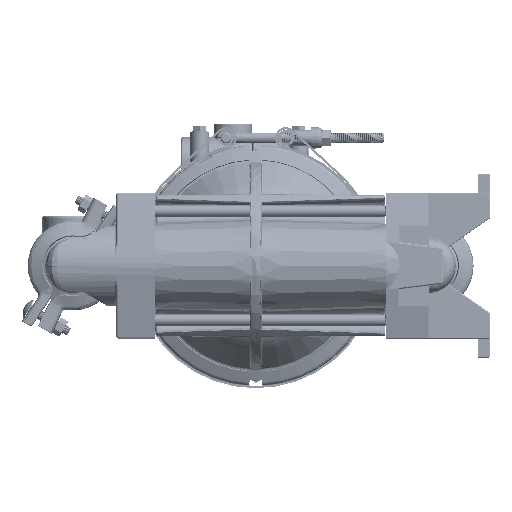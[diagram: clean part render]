
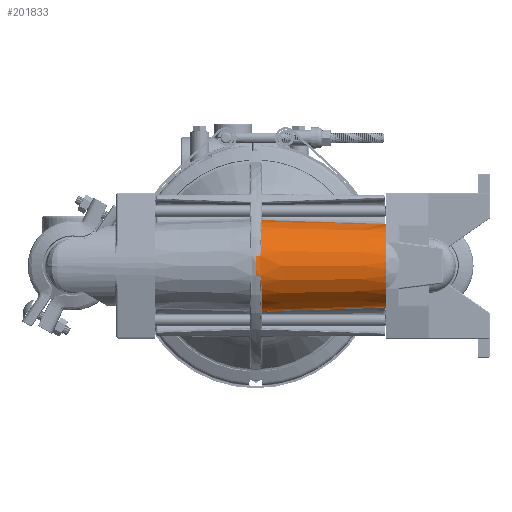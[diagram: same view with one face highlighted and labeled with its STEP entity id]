
A CAD part, left-side view. The second image highlights one B-rep face of the part: STEP entity #201833.
In plain terms, the highlighted conical face has half-angle 1.9 degrees and reference radius 36.305 mm.
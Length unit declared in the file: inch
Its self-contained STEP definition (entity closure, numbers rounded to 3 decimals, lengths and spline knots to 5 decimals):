
#34183=DIRECTION('',(0.003,-0.999,0.033));
#34184=VECTOR('',#34183,3.98085);
#34185=CARTESIAN_POINT('',(-4.65773,-0.19,-1.4877));
#34186=LINE('',#34185,#34184);
#34307=CARTESIAN_POINT('',(-4.64591,-4.16866,
-1.35624));
#40958=CARTESIAN_POINT('',(-4.524,-4.26,0.));
#40959=DIRECTION('',(0.,1.,0.));
#40960=DIRECTION('',(0.056,0.,-0.998));
#40961=AXIS2_PLACEMENT_3D('',#40958,#40959,#40960);
#40963=CARTESIAN_POINT('',(-4.64591,-4.16866,
-1.35624));
#40964=CARTESIAN_POINT('',(-4.62196,-4.1831,
-1.35791));
#40965=CARTESIAN_POINT('',(-4.57608,-4.21037,
-1.35988));
#40966=CARTESIAN_POINT('',(-4.51011,-4.24256,
-1.35969));
#40967=CARTESIAN_POINT('',(-4.46857,-4.25576,
-1.35785));
#40968=CARTESIAN_POINT('',(-4.44827,-4.26,
-1.35657));
#40970=CARTESIAN_POINT('',(-5.98431,-0.14166,
-0.32159));
#40971=CARTESIAN_POINT('',(-5.97065,-0.15064,
-0.38223));
#40972=CARTESIAN_POINT('',(-5.9371,-0.1675,
-0.49591));
#40973=CARTESIAN_POINT('',(-5.87529,-0.18512,
-0.64286));
#40974=CARTESIAN_POINT('',(-5.82935,-0.19,-0.7275));
#40975=CARTESIAN_POINT('',(-5.80603,-0.19,-0.7665));
#40977=DIRECTION('',(-0.032,0.999,-0.007));
#40978=VECTOR('',#40977,0.14174);
#40979=CARTESIAN_POINT('',(-5.98431,-0.14166,
-0.32159));
#40980=LINE('',#40979,#40978);
#40981=CARTESIAN_POINT('',(-4.524,0.,0.));
#40982=DIRECTION('',(0.,1.,0.));
#40983=DIRECTION('',(-0.977,0.,-0.215));
#40984=AXIS2_PLACEMENT_3D('',#40981,#40982,#40983);
#40986=CARTESIAN_POINT('',(-4.44827,-4.26,
1.35657));
#40987=CARTESIAN_POINT('',(-4.46863,-4.25576,
1.35784));
#40988=CARTESIAN_POINT('',(-4.51023,-4.24252,
1.3597));
#40989=CARTESIAN_POINT('',(-4.57618,-4.2103,
1.35988));
#40990=CARTESIAN_POINT('',(-4.62201,-4.18307,
1.35791));
#40991=CARTESIAN_POINT('',(-4.64591,-4.16866,
1.35624));
#41002=CARTESIAN_POINT('',(-4.524,-0.19,0.));
#41003=DIRECTION('',(0.,1.,0.));
#41004=DIRECTION('',(-0.09,0.,-0.996));
#41005=AXIS2_PLACEMENT_3D('',#41002,#41003,#41004);
#41739=CARTESIAN_POINT('',(-4.64591,-4.16866,
1.35624));
#41759=DIRECTION('',(0.003,-0.999,-0.033));
#41760=VECTOR('',#41759,3.98085);
#41761=CARTESIAN_POINT('',(-4.65773,-0.19,1.4877));
#41762=LINE('',#41761,#41760);
#41988=CARTESIAN_POINT('',(-4.524,-0.19,0.));
#41989=DIRECTION('',(0.,1.,0.));
#41990=DIRECTION('',(-0.858,0.,0.513));
#41991=AXIS2_PLACEMENT_3D('',#41988,#41989,#41990);
#42022=CARTESIAN_POINT('',(-5.80603,-0.19,0.7665));
#42023=CARTESIAN_POINT('',(-5.82943,-0.19,0.72737));
#42024=CARTESIAN_POINT('',(-5.87545,-0.18509,
0.64253));
#42025=CARTESIAN_POINT('',(-5.9372,-0.16746,
0.49561));
#42026=CARTESIAN_POINT('',(-5.97068,-0.15062,
0.3821));
#42027=CARTESIAN_POINT('',(-5.98431,-0.14166,
0.32159));
#42061=DIRECTION('',(-0.032,0.999,0.007));
#42062=VECTOR('',#42061,0.14174);
#42063=CARTESIAN_POINT('',(-5.98431,-0.14166,
0.32159));
#42064=LINE('',#42063,#42062);
#121399=CARTESIAN_POINT('',(-5.9889,0.,-0.3226));
#121400=CARTESIAN_POINT('',(-5.9889,0.,0.3226));
#121401=VERTEX_POINT('',#121399);
#121402=VERTEX_POINT('',#121400);
#121403=CARTESIAN_POINT('',(-4.65773,-0.19,1.4877));
#121405=VERTEX_POINT('',#121403);
#121408=CARTESIAN_POINT('',(-4.65773,-0.19,-1.4877));
#121410=VERTEX_POINT('',#121408);
#121427=CARTESIAN_POINT('',(-5.98431,-0.14166,
-0.32159));
#121428=VERTEX_POINT('',#121427);
#121431=CARTESIAN_POINT('',(-5.98431,-0.14166,
0.32159));
#121432=VERTEX_POINT('',#121431);
#121435=CARTESIAN_POINT('',(-5.80603,-0.19,-0.7665));
#121436=VERTEX_POINT('',#121435);
#121439=CARTESIAN_POINT('',(-5.80603,-0.19,0.7665));
#121440=VERTEX_POINT('',#121439);
#121616=VERTEX_POINT('',#41739);
#121619=VERTEX_POINT('',#34307);
#123471=CARTESIAN_POINT('',(-4.44827,-4.26,-1.35657));
#123472=CARTESIAN_POINT('',(-4.44827,-4.26,1.35657));
#123473=VERTEX_POINT('',#123471);
#123474=VERTEX_POINT('',#123472);
#201807=CARTESIAN_POINT('',(-4.524,-2.13,0.));
#201808=DIRECTION('',(0.,1.,0.));
#201809=DIRECTION('',(-1.,0.,0.));
#201810=AXIS2_PLACEMENT_3D('',#201807,#201808,#201809);
#201811=CONICAL_SURFACE('',#201810,1.42934,1.9);
#201812=ORIENTED_EDGE('',*,*,#191396,.F.);
#201813=ORIENTED_EDGE('',*,*,#191332,.F.);
#201814=ORIENTED_EDGE('',*,*,#190905,.F.);
#201816=ORIENTED_EDGE('',*,*,#201815,.T.);
#201817=ORIENTED_EDGE('',*,*,#190995,.F.);
#201819=ORIENTED_EDGE('',*,*,#201818,.T.);
#201820=ORIENTED_EDGE('',*,*,#190717,.T.);
#201822=ORIENTED_EDGE('',*,*,#201821,.F.);
#201824=ORIENTED_EDGE('',*,*,#201823,.F.);
#201826=ORIENTED_EDGE('',*,*,#201825,.T.);
#201828=ORIENTED_EDGE('',*,*,#201827,.T.);
#201830=ORIENTED_EDGE('',*,*,#201829,.F.);
#201831=EDGE_LOOP('',(#201812,#201813,#201814,#201816,#201817,#201819,#201820,
#201822,#201824,#201826,#201828,#201830));
#201832=FACE_OUTER_BOUND('',#201831,.F.);
#201833=ADVANCED_FACE('',(#201832),#201811,.T.);
#40962=CIRCLE('',#40961,1.35868);
#40969=B_SPLINE_CURVE_WITH_KNOTS('',3,(#40963,#40964,#40965,#40966,#40967,
#40968),.UNSPECIFIED.,.F.,.F.,(4,1,1,4),(0.,0.33333,
0.66667,1.),.UNSPECIFIED.);
#40976=B_SPLINE_CURVE_WITH_KNOTS('',3,(#40970,#40971,#40972,#40973,#40974,
#40975),.UNSPECIFIED.,.F.,.F.,(4,1,1,4),(0.,0.33333,
0.66667,1.),.UNSPECIFIED.);
#40985=CIRCLE('',#40984,1.5);
#40992=B_SPLINE_CURVE_WITH_KNOTS('',3,(#40986,#40987,#40988,#40989,#40990,
#40991),.UNSPECIFIED.,.F.,.F.,(4,1,1,4),(0.,0.33333,
0.66667,1.),.UNSPECIFIED.);
#41006=CIRCLE('',#41005,1.4937);
#41992=CIRCLE('',#41991,1.4937);
#42028=B_SPLINE_CURVE_WITH_KNOTS('',3,(#42022,#42023,#42024,#42025,#42026,
#42027),.UNSPECIFIED.,.F.,.F.,(4,1,1,4),(0.,0.33333,
0.66667,1.),.UNSPECIFIED.);
#190717=EDGE_CURVE('',#121401,#121402,#40985,.T.);
#190905=EDGE_CURVE('',#121410,#121619,#34186,.T.);
#190995=EDGE_CURVE('',#121428,#121436,#40976,.T.);
#191332=EDGE_CURVE('',#121619,#123473,#40969,.T.);
#191396=EDGE_CURVE('',#123473,#123474,#40962,.T.);
#201815=EDGE_CURVE('',#121410,#121436,#41006,.T.);
#201818=EDGE_CURVE('',#121428,#121401,#40980,.T.);
#201821=EDGE_CURVE('',#121432,#121402,#42064,.T.);
#201823=EDGE_CURVE('',#121440,#121432,#42028,.T.);
#201825=EDGE_CURVE('',#121440,#121405,#41992,.T.);
#201827=EDGE_CURVE('',#121405,#121616,#41762,.T.);
#201829=EDGE_CURVE('',#123474,#121616,#40992,.T.);
